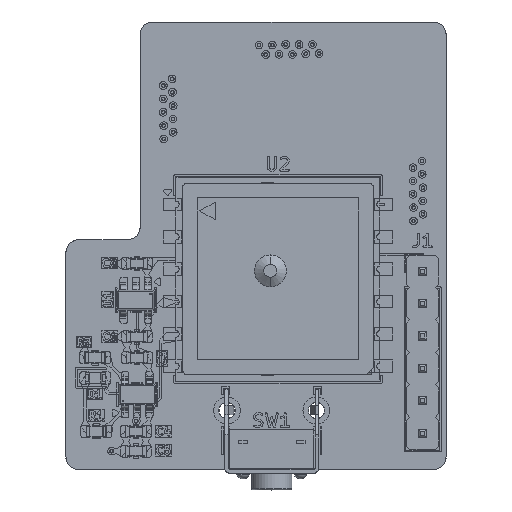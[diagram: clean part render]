
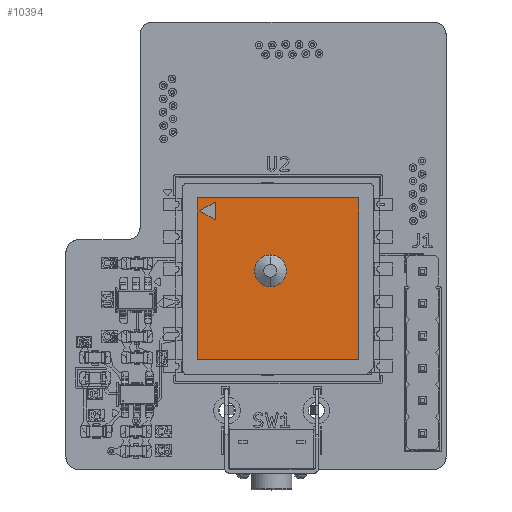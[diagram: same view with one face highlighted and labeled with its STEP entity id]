
A CAD part, top view. The second image highlights one B-rep face of the part: STEP entity #10394.
In plain terms, the highlighted face is planar.
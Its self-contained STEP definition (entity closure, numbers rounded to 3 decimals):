
#10187 = VERTEX_POINT('',#10188);
#10188 = CARTESIAN_POINT('',(-0.6,6.55,-1.88));
#10194 = EDGE_CURVE('',#10195,#10187,#10197,.T.);
#10195 = VERTEX_POINT('',#10196);
#10196 = CARTESIAN_POINT('',(-0.6,6.55,0.62));
#10197 = CIRCLE('',#10198,1.25);
#10198 = AXIS2_PLACEMENT_3D('',#10199,#10200,#10201);
#10199 = CARTESIAN_POINT('',(-0.6,6.55,-0.63));
#10200 = DIRECTION('',(0.,1.,0.));
#10201 = DIRECTION('',(0.,0.,-1.));
#10226 = EDGE_CURVE('',#10227,#10229,#10231,.T.);
#10227 = VERTEX_POINT('',#10228);
#10228 = CARTESIAN_POINT('',(-6.35,6.55,-6.35));
#10229 = VERTEX_POINT('',#10230);
#10230 = CARTESIAN_POINT('',(-6.35,6.55,6.35));
#10231 = LINE('',#10232,#10233);
#10232 = CARTESIAN_POINT('',(-6.35,6.55,-6.35));
#10233 = VECTOR('',#10234,1.);
#10234 = DIRECTION('',(0.,0.,1.));
#10266 = EDGE_CURVE('',#10267,#10227,#10269,.T.);
#10267 = VERTEX_POINT('',#10268);
#10268 = CARTESIAN_POINT('',(6.35,6.55,-6.35));
#10269 = LINE('',#10270,#10271);
#10270 = CARTESIAN_POINT('',(6.35,6.55,-6.35));
#10271 = VECTOR('',#10272,1.);
#10272 = DIRECTION('',(-1.,0.,0.));
#10297 = EDGE_CURVE('',#10298,#10267,#10300,.T.);
#10298 = VERTEX_POINT('',#10299);
#10299 = CARTESIAN_POINT('',(6.35,6.55,6.35));
#10300 = LINE('',#10301,#10302);
#10301 = CARTESIAN_POINT('',(6.35,6.55,-6.35));
#10302 = VECTOR('',#10303,1.);
#10303 = DIRECTION('',(0.,0.,-1.));
#10328 = EDGE_CURVE('',#10229,#10298,#10329,.T.);
#10329 = LINE('',#10330,#10331);
#10330 = CARTESIAN_POINT('',(6.35,6.55,6.35));
#10331 = VECTOR('',#10332,1.);
#10332 = DIRECTION('',(1.,0.,0.));
#10394 = ADVANCED_FACE('',(#10395,#10421,#10431),#10437,.F.);
#10395 = FACE_BOUND('',#10396,.T.);
#10396 = EDGE_LOOP('',(#10397,#10407,#10415));
#10397 = ORIENTED_EDGE('',*,*,#10398,.F.);
#10398 = EDGE_CURVE('',#10399,#10401,#10403,.T.);
#10399 = VERTEX_POINT('',#10400);
#10400 = CARTESIAN_POINT('',(-6.13,6.55,-5.33));
#10401 = VERTEX_POINT('',#10402);
#10402 = CARTESIAN_POINT('',(-4.93,6.55,-4.637));
#10403 = LINE('',#10404,#10405);
#10404 = CARTESIAN_POINT('',(-6.13,6.55,-5.33));
#10405 = VECTOR('',#10406,1.);
#10406 = DIRECTION('',(0.866,0.,0.5));
#10407 = ORIENTED_EDGE('',*,*,#10408,.F.);
#10408 = EDGE_CURVE('',#10409,#10399,#10411,.T.);
#10409 = VERTEX_POINT('',#10410);
#10410 = CARTESIAN_POINT('',(-4.93,6.55,-6.023));
#10411 = LINE('',#10412,#10413);
#10412 = CARTESIAN_POINT('',(-4.93,6.55,-6.023));
#10413 = VECTOR('',#10414,1.);
#10414 = DIRECTION('',(-0.866,0.,0.5));
#10415 = ORIENTED_EDGE('',*,*,#10416,.F.);
#10416 = EDGE_CURVE('',#10401,#10409,#10417,.T.);
#10417 = LINE('',#10418,#10419);
#10418 = CARTESIAN_POINT('',(-4.93,6.55,-4.637));
#10419 = VECTOR('',#10420,1.);
#10420 = DIRECTION('',(0.,0.,-1.));
#10421 = FACE_BOUND('',#10422,.T.);
#10422 = EDGE_LOOP('',(#10423,#10430));
#10423 = ORIENTED_EDGE('',*,*,#10424,.F.);
#10424 = EDGE_CURVE('',#10187,#10195,#10425,.T.);
#10425 = CIRCLE('',#10426,1.25);
#10426 = AXIS2_PLACEMENT_3D('',#10427,#10428,#10429);
#10427 = CARTESIAN_POINT('',(-0.6,6.55,-0.63));
#10428 = DIRECTION('',(0.,1.,0.));
#10429 = DIRECTION('',(0.,0.,-1.));
#10430 = ORIENTED_EDGE('',*,*,#10194,.F.);
#10431 = FACE_BOUND('',#10432,.T.);
#10432 = EDGE_LOOP('',(#10433,#10434,#10435,#10436));
#10433 = ORIENTED_EDGE('',*,*,#10226,.T.);
#10434 = ORIENTED_EDGE('',*,*,#10328,.T.);
#10435 = ORIENTED_EDGE('',*,*,#10297,.T.);
#10436 = ORIENTED_EDGE('',*,*,#10266,.T.);
#10437 = PLANE('',#10438);
#10438 = AXIS2_PLACEMENT_3D('',#10439,#10440,#10441);
#10439 = CARTESIAN_POINT('',(0.,6.55,0.));
#10440 = DIRECTION('',(-0.,-1.,0.));
#10441 = DIRECTION('',(0.,0.,1.));
